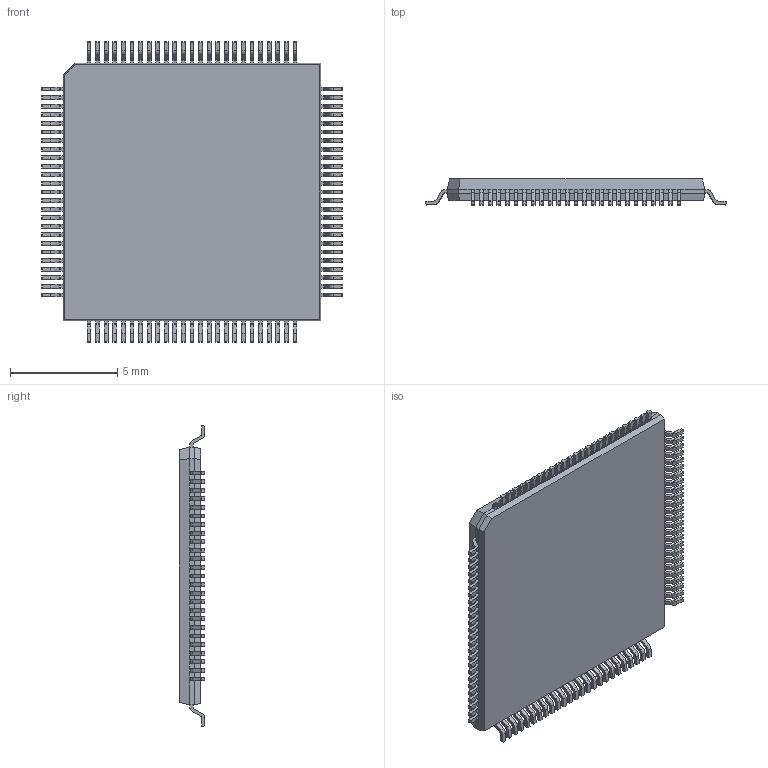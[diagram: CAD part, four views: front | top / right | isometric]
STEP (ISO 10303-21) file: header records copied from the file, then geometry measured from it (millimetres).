
FILE_DESCRIPTION (( 'STEP AP214' ), '1' );
FILE_NAME ('User Library-TQFP100_0.4mm.STEP', '2016-11-06T09:16:45', ( 'Windows User' ), ( '' ), 'SwSTEP 2.0', 'SolidWorks 2016', '' );
FILE_SCHEMA (( 'AUTOMOTIVE_DESIGN' ));
Length unit declared in the file: millimetre
Products named in the file (1): User Library-TQFP100_0.4mm
Bounding box: 14 x 1.2 x 14 mm (x, y, z)
Volume: 145.5 mm3; surface area: 411.9 mm2
Topology: 1 solids, 1 shells, 1320 faces, 3741 edges, 2424 vertices
Faces by surface type: plane 918, cylinder 402
Entity records: 42663 total; most frequent: CARTESIAN_POINT 7486, ORIENTED_EDGE 7482, DIRECTION 7187, EDGE_CURVE 3741, LINE 2937, VECTOR 2937, VERTEX_POINT 2424, AXIS2_PLACEMENT_3D 2125
